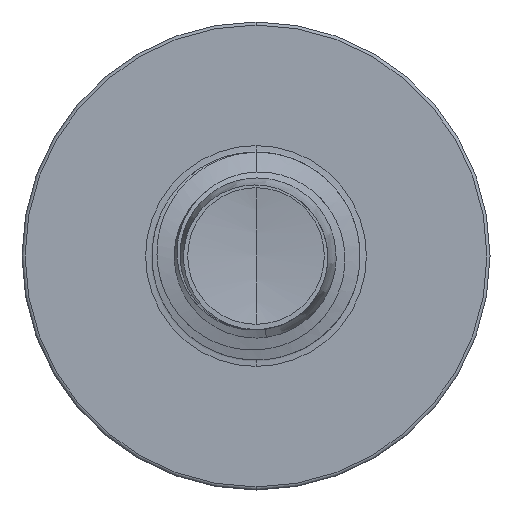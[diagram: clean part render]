
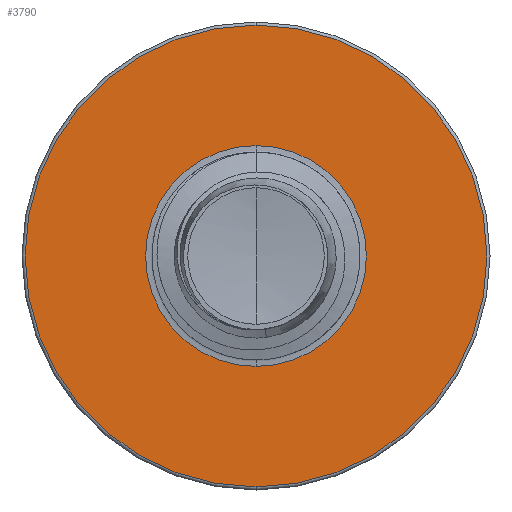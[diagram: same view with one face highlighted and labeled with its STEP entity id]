
A CAD part, front view. The second image highlights one B-rep face of the part: STEP entity #3790.
In plain terms, the highlighted planar face has unit normal (0, -1, 0).
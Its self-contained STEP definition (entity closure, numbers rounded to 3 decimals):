
#147 = DIRECTION ( 'NONE',  ( 0., 0., 1. ) ) ;
#191 = ORIENTED_EDGE ( 'NONE', *, *, #7278, .T. ) ;
#965 = PLANE ( 'NONE',  #7415 ) ;
#1252 = DIRECTION ( 'NONE',  ( 0., 1., 0. ) ) ;
#1368 = DIRECTION ( 'NONE',  ( 0., 0., 1. ) ) ;
#1388 = DIRECTION ( 'NONE',  ( 0., 1., 0. ) ) ;
#1416 = CARTESIAN_POINT ( 'NONE',  ( 0., 6., 0. ) ) ;
#2178 = CIRCLE ( 'NONE', #5626, 6.66 ) ;
#2285 = VERTEX_POINT ( 'NONE', #4558 ) ;
#3334 = DIRECTION ( 'NONE',  ( 0., 0., 1. ) ) ;
#3342 = DIRECTION ( 'NONE',  ( 0., 1., 0. ) ) ;
#3359 = CARTESIAN_POINT ( 'NONE',  ( 0., 6., 0. ) ) ;
#3790 = ADVANCED_FACE ( 'NONE', ( #9069, #9195 ), #965, .F. ) ;
#4558 = CARTESIAN_POINT ( 'NONE',  ( 0., 6., 6.66 ) ) ;
#5134 = AXIS2_PLACEMENT_3D ( 'NONE', #1416, #1388, #1368 ) ;
#5460 = ORIENTED_EDGE ( 'NONE', *, *, #9450, .T. ) ;
#5539 = CIRCLE ( 'NONE', #5134, 6.66 ) ;
#5626 = AXIS2_PLACEMENT_3D ( 'NONE', #3359, #3342, #3334 ) ;
#6040 = VERTEX_POINT ( 'NONE', #10804 ) ;
#6145 = CIRCLE ( 'NONE', #7334, 3.186 ) ;
#6536 = EDGE_CURVE ( 'NONE', #10754, #2285, #5539, .T. ) ;
#6645 = CARTESIAN_POINT ( 'NONE',  ( 0., 6., -3.186 ) ) ;
#6706 = ORIENTED_EDGE ( 'NONE', *, *, #6536, .F. ) ;
#7278 = EDGE_CURVE ( 'NONE', #8669, #6040, #6145, .T. ) ;
#7334 = AXIS2_PLACEMENT_3D ( 'NONE', #10657, #10623, #10565 ) ;
#7415 = AXIS2_PLACEMENT_3D ( 'NONE', #6645, #1252, #147 ) ;
#8130 = AXIS2_PLACEMENT_3D ( 'NONE', #8170, #8159, #8147 ) ;
#8147 = DIRECTION ( 'NONE',  ( 0., 0., 1. ) ) ;
#8159 = DIRECTION ( 'NONE',  ( 0., 1., 0. ) ) ;
#8170 = CARTESIAN_POINT ( 'NONE',  ( 0., 6., 0. ) ) ;
#8669 = VERTEX_POINT ( 'NONE', #11491 ) ;
#8844 = CIRCLE ( 'NONE', #8130, 3.186 ) ;
#9069 = FACE_OUTER_BOUND ( 'NONE', #11539, .T. ) ;
#9139 = EDGE_LOOP ( 'NONE', ( #191, #5460 ) ) ;
#9195 = FACE_BOUND ( 'NONE', #9139, .T. ) ;
#9406 = ORIENTED_EDGE ( 'NONE', *, *, #9759, .F. ) ;
#9450 = EDGE_CURVE ( 'NONE', #6040, #8669, #8844, .T. ) ;
#9759 = EDGE_CURVE ( 'NONE', #2285, #10754, #2178, .T. ) ;
#10565 = DIRECTION ( 'NONE',  ( 0., 0., 1. ) ) ;
#10623 = DIRECTION ( 'NONE',  ( 0., 1., 0. ) ) ;
#10657 = CARTESIAN_POINT ( 'NONE',  ( 0., 6., 0. ) ) ;
#10754 = VERTEX_POINT ( 'NONE', #11510 ) ;
#10804 = CARTESIAN_POINT ( 'NONE',  ( 0., 6., -3.186 ) ) ;
#11491 = CARTESIAN_POINT ( 'NONE',  ( 0., 6., 3.186 ) ) ;
#11510 = CARTESIAN_POINT ( 'NONE',  ( 0., 6., -6.66 ) ) ;
#11539 = EDGE_LOOP ( 'NONE', ( #9406, #6706 ) ) ;
